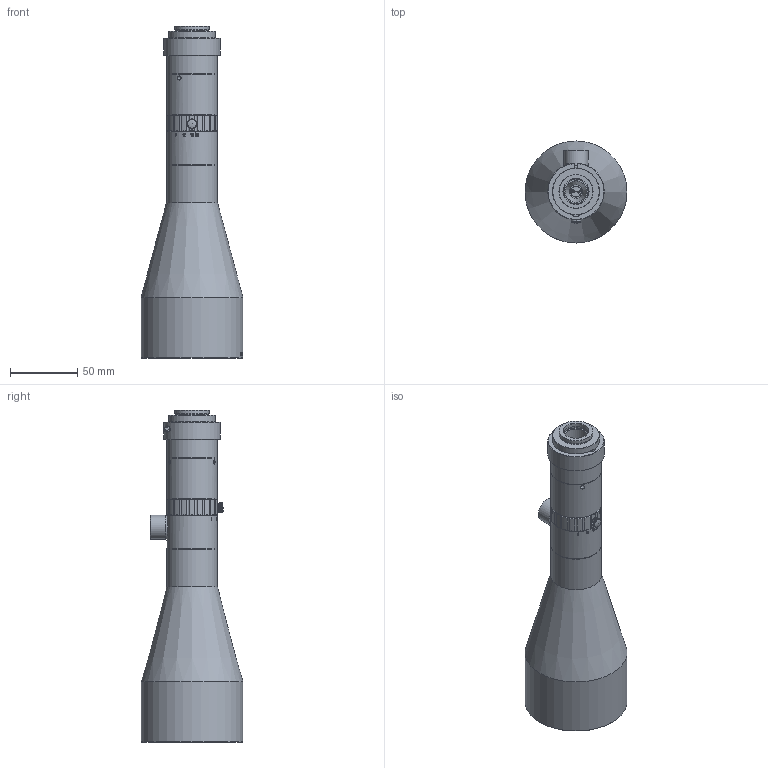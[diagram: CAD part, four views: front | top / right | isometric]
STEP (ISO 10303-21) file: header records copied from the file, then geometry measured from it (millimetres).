
FILE_DESCRIPTION(/* description */ (''),/* implementation_level */ '2;1');
FILE_NAME(/* name */ 'TC037150D-ALL.stp',/* time_stamp */ '2019-11-21T14:47:25+08:00',/* author */ (''),/* organization */ (''),/* preprocessor_version */ 'ST-DEVELOPER v11',/* originating_system */ 'SIEMENS PLM Software NX 7.5',/* authorisation */ '');
FILE_SCHEMA (('AUTOMOTIVE_DESIGN { 1 0 10303 214 1 1 1 1 }'));
Length unit declared in the file: millimetre
Products named in the file (1): guozA926ap92
Bounding box: 76 x 76 x 247.5 mm (x, y, z)
Volume: 224971.6 mm3; surface area: 106319.5 mm2
Topology: 12 solids, 16 shells, 1018 faces, 2659 edges, 1755 vertices
Faces by surface type: plane 406, cylinder 294, extrusion 177, cone 134, bspline 3, sphere 3, torus 1
Full cylindrical faces by diameter (mm): 1.4 x2, 2.05 x1, 2.5 x4, 3 x4, 4.7 x1, 7.9 x1, 8 x2, 10.9 x1, 11.4 x2, 12 x2, 13 x2, 14 x2, 14.8 x1, 16 x2, 17.2 x2, 18 x2, 19 x3, 21 x4, 22.2 x2, 23.8 x1, 24 x2, 25 x1, 25.2 x1, 25.4 x1, 26 x4, 26.006 x1, 27 x1, 27.197 x1, 29 x1, 29.004 x1
Entity records: 37678 total; most frequent: CARTESIAN_POINT 14088, ORIENTED_EDGE 4870, DIRECTION 4424, EDGE_CURVE 2443, AXIS2_PLACEMENT_3D 1724, VERTEX_POINT 1696, EDGE_LOOP 1294, ADVANCED_FACE 1018
